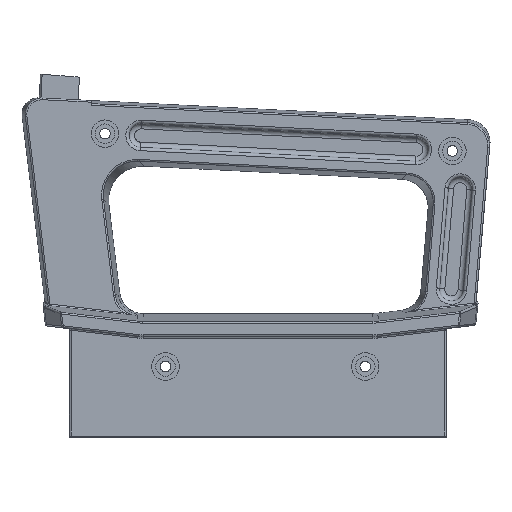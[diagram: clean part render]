
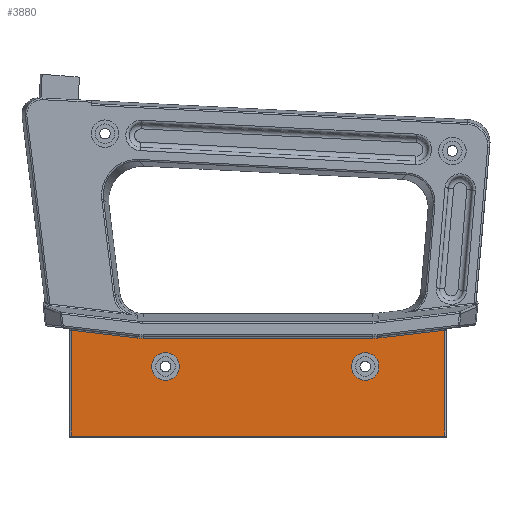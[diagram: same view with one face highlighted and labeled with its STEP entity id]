
A CAD part, top view. The second image highlights one B-rep face of the part: STEP entity #3880.
In plain terms, the highlighted planar face has unit normal (0, 0, 1).
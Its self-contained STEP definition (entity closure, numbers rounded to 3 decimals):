
#25=CARTESIAN_POINT('',(29.,21.5,0.));
#26=DIRECTION('',(0.,0.,1.));
#27=DIRECTION('',(1.,0.,0.));
#28=AXIS2_PLACEMENT_3D('',#25,#26,#27);
#34=CARTESIAN_POINT('',(29.,21.5,0.));
#35=DIRECTION('',(0.,0.,1.));
#36=DIRECTION('',(-1.,0.,0.));
#37=AXIS2_PLACEMENT_3D('',#34,#35,#36);
#42=CARTESIAN_POINT('',(89.3,21.5,0.));
#43=DIRECTION('',(0.,0.,1.));
#44=DIRECTION('',(1.,0.,0.));
#45=AXIS2_PLACEMENT_3D('',#42,#43,#44);
#50=CARTESIAN_POINT('',(89.3,21.5,0.));
#51=DIRECTION('',(0.,0.,1.));
#52=DIRECTION('',(-1.,0.,0.));
#53=AXIS2_PLACEMENT_3D('',#50,#51,#52);
#58=DIRECTION('',(0.993,-0.116,0.));
#59=VECTOR('',#58,20.301);
#60=CARTESIAN_POINT('',(0.5,32.438,0.));
#61=LINE('',#60,#59);
#65=DIRECTION('',(1.,0.,0.));
#66=VECTOR('',#65,69.236);
#67=CARTESIAN_POINT('',(22.282,30.,0.));
#68=LINE('',#67,#66);
#72=DIRECTION('',(0.993,0.116,0.));
#73=VECTOR('',#72,20.301);
#74=CARTESIAN_POINT('',(93.135,30.094,0.));
#75=LINE('',#74,#73);
#79=DIRECTION('',(0.,1.,0.));
#80=VECTOR('',#79,31.938);
#81=CARTESIAN_POINT('',(113.3,0.5,0.));
#82=LINE('',#81,#80);
#86=DIRECTION('',(1.,0.,0.));
#87=VECTOR('',#86,112.8);
#88=CARTESIAN_POINT('',(0.5,0.5,0.));
#89=LINE('',#88,#87);
#93=DIRECTION('',(0.,-1.,0.));
#94=VECTOR('',#93,31.938);
#95=CARTESIAN_POINT('',(0.5,32.438,0.));
#96=LINE('',#95,#94);
#3217=CARTESIAN_POINT('',(91.518,44.,0.));
#3218=DIRECTION('',(0.,0.,-1.));
#3219=DIRECTION('',(0.116,-0.993,0.));
#3220=AXIS2_PLACEMENT_3D('',#3217,#3218,#3219);
#3249=CARTESIAN_POINT('',(113.3,32.438,
0.));
#3318=CARTESIAN_POINT('',(0.5,32.438,
0.));
#3347=CARTESIAN_POINT('',(22.282,44.,0.));
#3348=DIRECTION('',(0.,0.,-1.));
#3349=DIRECTION('',(0.,-1.,0.));
#3350=AXIS2_PLACEMENT_3D('',#3347,#3348,#3349);
#3439=CARTESIAN_POINT('',(0.5,0.5,0.));
#3440=CARTESIAN_POINT('',(113.3,0.5,0.));
#3441=VERTEX_POINT('',#3439);
#3442=VERTEX_POINT('',#3440);
#3497=CARTESIAN_POINT('',(33.15,21.5,0.));
#3498=CARTESIAN_POINT('',(24.85,21.5,0.));
#3499=VERTEX_POINT('',#3497);
#3500=VERTEX_POINT('',#3498);
#3501=CARTESIAN_POINT('',(93.45,21.5,0.));
#3502=CARTESIAN_POINT('',(85.15,21.5,0.));
#3503=VERTEX_POINT('',#3501);
#3504=VERTEX_POINT('',#3502);
#3529=VERTEX_POINT('',#3249);
#3539=VERTEX_POINT('',#3318);
#3542=CARTESIAN_POINT('',(93.135,30.094,0.));
#3544=VERTEX_POINT('',#3542);
#3546=CARTESIAN_POINT('',(91.518,30.,0.));
#3548=VERTEX_POINT('',#3546);
#3550=CARTESIAN_POINT('',(22.282,30.,0.));
#3552=VERTEX_POINT('',#3550);
#3554=CARTESIAN_POINT('',(20.665,30.094,0.));
#3556=VERTEX_POINT('',#3554);
#3845=CARTESIAN_POINT('',(0.,0.,0.));
#3846=DIRECTION('',(0.,0.,1.));
#3847=DIRECTION('',(1.,0.,0.));
#3848=AXIS2_PLACEMENT_3D('',#3845,#3846,#3847);
#3849=PLANE('',#3848);
#3851=ORIENTED_EDGE('',*,*,#3850,.T.);
#3853=ORIENTED_EDGE('',*,*,#3852,.F.);
#3855=ORIENTED_EDGE('',*,*,#3854,.T.);
#3857=ORIENTED_EDGE('',*,*,#3856,.F.);
#3859=ORIENTED_EDGE('',*,*,#3858,.T.);
#3861=ORIENTED_EDGE('',*,*,#3860,.F.);
#3863=ORIENTED_EDGE('',*,*,#3862,.F.);
#3865=ORIENTED_EDGE('',*,*,#3864,.F.);
#3866=EDGE_LOOP('',(#3851,#3853,#3855,#3857,#3859,#3861,#3863,#3865));
#3867=FACE_OUTER_BOUND('',#3866,.F.);
#3869=ORIENTED_EDGE('',*,*,#3868,.T.);
#3871=ORIENTED_EDGE('',*,*,#3870,.T.);
#3872=EDGE_LOOP('',(#3869,#3871));
#3873=FACE_BOUND('',#3872,.F.);
#3875=ORIENTED_EDGE('',*,*,#3874,.T.);
#3877=ORIENTED_EDGE('',*,*,#3876,.T.);
#3878=EDGE_LOOP('',(#3875,#3877));
#3879=FACE_BOUND('',#3878,.F.);
#29=CIRCLE('',#28,4.15);
#38=CIRCLE('',#37,4.15);
#46=CIRCLE('',#45,4.15);
#54=CIRCLE('',#53,4.15);
#3221=CIRCLE('',#3220,14.);
#3351=CIRCLE('',#3350,14.);
#3850=EDGE_CURVE('',#3539,#3556,#61,.T.);
#3852=EDGE_CURVE('',#3552,#3556,#3351,.T.);
#3854=EDGE_CURVE('',#3552,#3548,#68,.T.);
#3856=EDGE_CURVE('',#3544,#3548,#3221,.T.);
#3858=EDGE_CURVE('',#3544,#3529,#75,.T.);
#3860=EDGE_CURVE('',#3442,#3529,#82,.T.);
#3862=EDGE_CURVE('',#3441,#3442,#89,.T.);
#3864=EDGE_CURVE('',#3539,#3441,#96,.T.);
#3868=EDGE_CURVE('',#3503,#3504,#46,.T.);
#3870=EDGE_CURVE('',#3504,#3503,#54,.T.);
#3874=EDGE_CURVE('',#3499,#3500,#29,.T.);
#3876=EDGE_CURVE('',#3500,#3499,#38,.T.);
#3880=ADVANCED_FACE('',(#3867,#3873,#3879),#3849,.T.);
